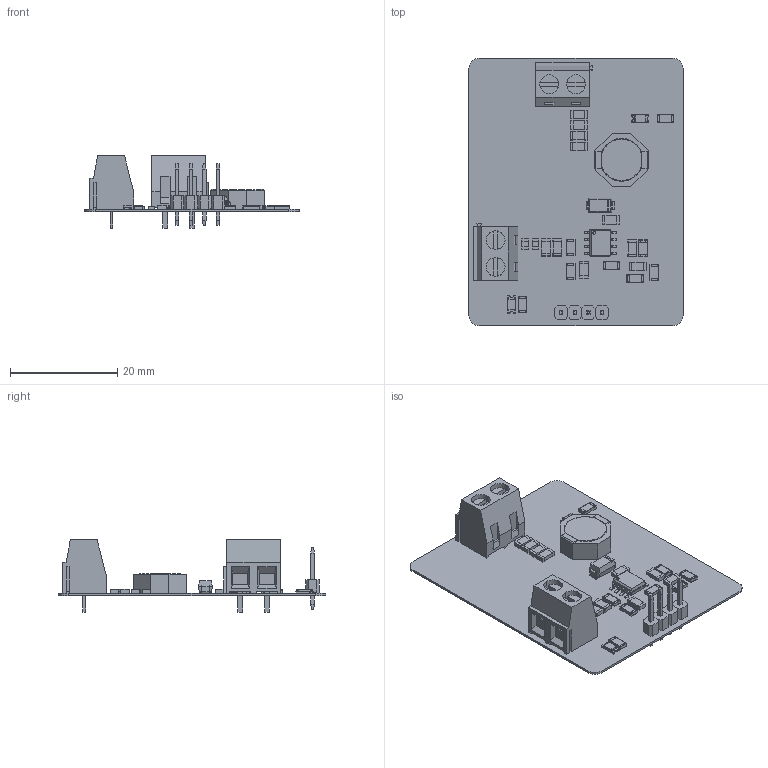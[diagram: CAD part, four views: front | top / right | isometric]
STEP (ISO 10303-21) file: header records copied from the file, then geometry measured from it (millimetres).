
FILE_DESCRIPTION(('Open CASCADE Model'),'2;1');
FILE_NAME('Open CASCADE Shape Model','2024-10-22T16:09:32',('Author'),( 'Open CASCADE'),'Open CASCADE STEP processor 6.8','Open CASCADE 6.8' ,'Unknown');
FILE_SCHEMA(('AUTOMOTIVE_DESIGN { 1 0 10303 214 1 1 1 1 }'));
Length unit declared in the file: millimetre
Products named in the file (50): PCB; Board; Open CASCADE STEP translator 6.8 1.1.1; R8; RL1206FR-070R01L; R7; D3; LED_SMD_GREEN_1206; marking; housing; cover; base; D2; LED_SMD_BLUE_1206; J4; Header,_Male,_2.54mm,_1x2; J3; U1; 5882175648; R6; R5; R4; R3; R2; R1; L1; IND1010_RGB6710886; J2; 282836-2; J1; D1; B340A-13-F; C12; SMD_CAPACITOR_1206; C11; C10; C9; C8; SMD_CAPACITOR_0805; C7 ...
Assembly tree (72 placements, depth 4):
  PCB
    Board
      Open CASCADE STEP translator 6.8 1.1.1
    R8
      RL1206FR-070R01L
    R7
      RL1206FR-070R01L
    D3
      LED_SMD_GREEN_1206
        marking  x2
        housing
        cover
        base  x2
    D2
      LED_SMD_BLUE_1206
        marking  x2
        housing
        cover
        base  x2
    J4
      Header,_Male,_2.54mm,_1x2
    J3
      Header,_Male,_2.54mm,_1x2
    U1
      5882175648
    R6
      RL1206FR-070R01L
    R5
      RL1206FR-070R01L
    R4
      RL1206FR-070R01L
    R3
      RL1206FR-070R01L
    R2
      RL1206FR-070R01L
    R1
      RL1206FR-070R01L
    L1
      IND1010_RGB6710886
    J2
      282836-2
    J1
      282836-2
    D1
      B340A-13-F
    C12
      SMD_CAPACITOR_1206
    C11
      SMD_CAPACITOR_1206
    C10
      SMD_CAPACITOR_1206
    C9
      SMD_CAPACITOR_1206
    C8
      SMD_CAPACITOR_0805
    C7
      SMD_CAPACITOR_0805
    C6
      SMD_CAPACITOR_1206
    C5
Bounding box: 40 x 50 x 13.5 mm (x, y, z)
Volume: 2582 mm3; surface area: 6732.1 mm2
Topology: 94 solids, 94 shells, 1526 faces, 3615 edges, 2206 vertices
Faces by surface type: plane 1128, cylinder 294, sphere 104
Entity records: 21543 total; most frequent: CARTESIAN_POINT 3412, DIRECTION 3238, ORIENTED_EDGE 3140, EDGE_CURVE 1570, LINE 1298, VECTOR 1298, VERTEX_POINT 1000, AXIS2_PLACEMENT_3D 970
